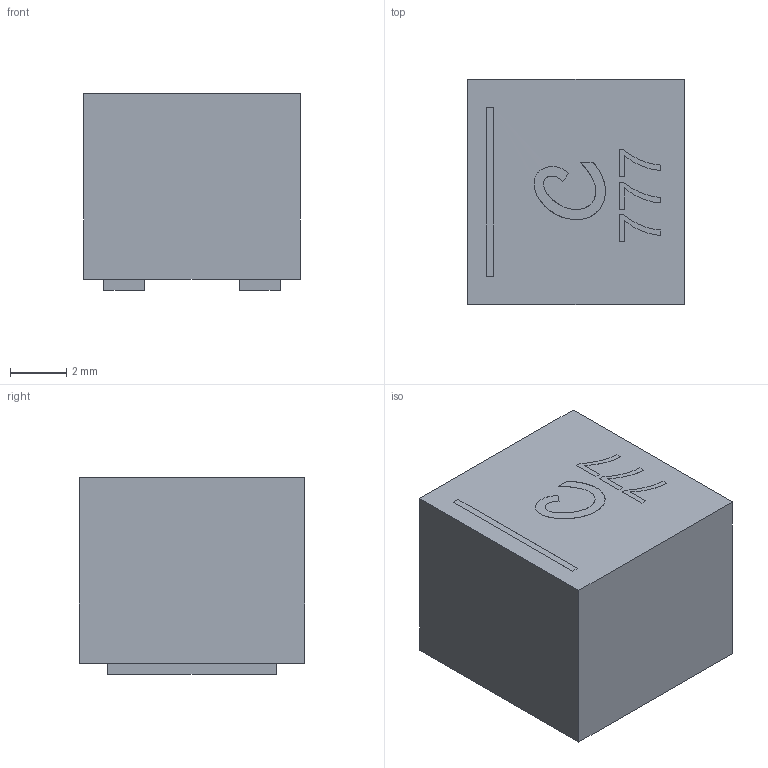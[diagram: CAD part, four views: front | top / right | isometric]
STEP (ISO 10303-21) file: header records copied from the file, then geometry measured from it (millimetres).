
FILE_DESCRIPTION(('FreeCAD Model'),'2;1');
FILE_NAME('Open CASCADE Shape Model','2024-11-16T16:12:14',(''),(''), 'Open CASCADE STEP processor 7.6','FreeCAD','Unknown');
FILE_SCHEMA(('AUTOMOTIVE_DESIGN { 1 0 10303 214 1 1 1 1 }'));
Length unit declared in the file: millimetre
Products named in the file (1): Coilcraft-XAL7070
Bounding box: 7.7 x 8 x 7 mm (x, y, z)
Volume: 413.5 mm3; surface area: 342.4 mm2
Topology: 1 solids, 1 shells, 60 faces, 145 edges, 94 vertices
Faces by surface type: plane 42, bspline 18
Entity records: 2643 total; most frequent: CARTESIAN_POINT 930, ORIENTED_EDGE 290, DIRECTION 195, EDGE_CURVE 145, LINE 109, VECTOR 109, VERTEX_POINT 94, FACE_BOUND 67
